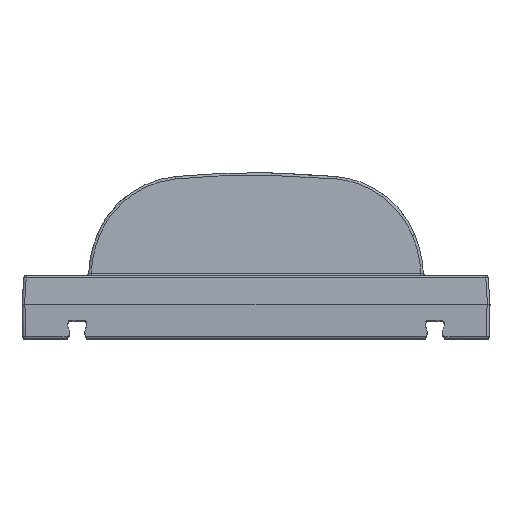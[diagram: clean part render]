
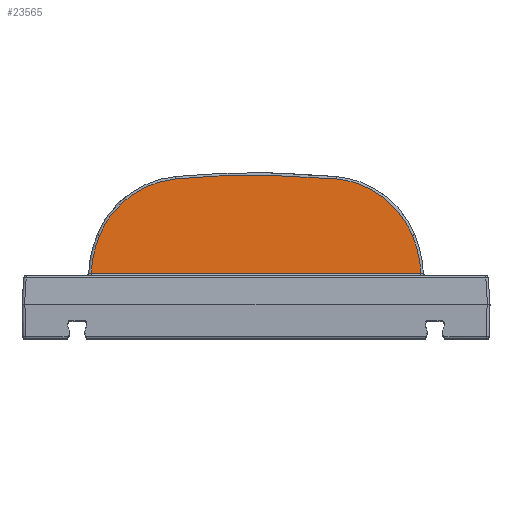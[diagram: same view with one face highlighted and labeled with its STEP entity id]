
A CAD part, top view. The second image highlights one B-rep face of the part: STEP entity #23565.
In plain terms, the highlighted planar face has unit normal (0, 0.044, 0.999).
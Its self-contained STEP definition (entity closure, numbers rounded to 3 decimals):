
#11078=CARTESIAN_POINT('',(19.589,7.757,22.073));
#11079=CARTESIAN_POINT('',(19.578,7.971,22.063));
#11080=CARTESIAN_POINT('',(19.547,8.399,22.045));
#11081=CARTESIAN_POINT('',(19.469,9.038,22.017));
#11082=CARTESIAN_POINT('',(19.361,9.674,21.989));
#11083=CARTESIAN_POINT('',(19.223,10.304,21.961));
#11084=CARTESIAN_POINT('',(19.058,10.92,21.934));
#11085=CARTESIAN_POINT('',(18.851,11.567,21.906));
#11086=CARTESIAN_POINT('',(18.682,12.017,21.887));
#11087=CARTESIAN_POINT('',(18.588,12.246,21.877));
#11092=DIRECTION('',(1.,0.,0.));
#11093=VECTOR('',#11092,39.178);
#11094=CARTESIAN_POINT('',(-19.589,7.757,
22.073));
#11095=LINE('2641',#11094,#11093);
#11099=CARTESIAN_POINT('',(-18.588,12.246,
21.877));
#11100=CARTESIAN_POINT('',(-18.677,12.028,
21.886));
#11101=CARTESIAN_POINT('',(-18.841,11.596,
21.905));
#11102=CARTESIAN_POINT('',(-19.039,10.984,
21.932));
#11103=CARTESIAN_POINT('',(-19.212,10.352,
21.959));
#11104=CARTESIAN_POINT('',(-19.353,9.716,
21.987));
#11105=CARTESIAN_POINT('',(-19.464,9.071,
22.015));
#11106=CARTESIAN_POINT('',(-19.543,8.432,
22.043));
#11107=CARTESIAN_POINT('',(-19.577,7.984,
22.063));
#11108=CARTESIAN_POINT('',(-19.589,7.757,
22.073));
#11113=CARTESIAN_POINT('',(-9.544,18.965,
21.583));
#11114=CARTESIAN_POINT('',(-9.764,18.944,
21.584));
#11115=CARTESIAN_POINT('',(-10.201,18.889,
21.587));
#11116=CARTESIAN_POINT('',(-10.845,18.767,
21.592));
#11117=CARTESIAN_POINT('',(-11.482,18.607,
21.599));
#11118=CARTESIAN_POINT('',(-12.108,18.408,
21.608));
#11119=CARTESIAN_POINT('',(-12.721,18.173,
21.618));
#11120=CARTESIAN_POINT('',(-13.318,17.9,
21.63));
#11121=CARTESIAN_POINT('',(-13.898,17.593,
21.643));
#11122=CARTESIAN_POINT('',(-14.459,17.251,
21.658));
#11123=CARTESIAN_POINT('',(-14.998,16.875,
21.674));
#11124=CARTESIAN_POINT('',(-15.514,16.468,
21.692));
#11125=CARTESIAN_POINT('',(-16.004,16.031,
21.711));
#11126=CARTESIAN_POINT('',(-16.467,15.565,
21.732));
#11127=CARTESIAN_POINT('',(-16.901,15.072,
21.753));
#11128=CARTESIAN_POINT('',(-17.305,14.553,
21.776));
#11129=CARTESIAN_POINT('',(-17.676,14.013,
21.799));
#11130=CARTESIAN_POINT('',(-18.016,13.446,
21.824));
#11131=CARTESIAN_POINT('',(-18.323,12.856,
21.85));
#11132=CARTESIAN_POINT('',(-18.504,12.452,
21.868));
#11133=CARTESIAN_POINT('',(-18.588,12.246,
21.877));
#11138=CARTESIAN_POINT('',(9.544,18.965,21.583));
#11139=CARTESIAN_POINT('',(8.629,19.053,21.579));
#11140=CARTESIAN_POINT('',(6.808,19.203,21.573));
#11141=CARTESIAN_POINT('',(4.128,19.35,21.566));
#11142=CARTESIAN_POINT('',(1.425,19.425,21.563));
#11143=CARTESIAN_POINT('',(-1.26,19.427,
21.563));
#11144=CARTESIAN_POINT('',(-3.997,19.356,
21.566));
#11145=CARTESIAN_POINT('',(-6.769,19.206,
21.573));
#11146=CARTESIAN_POINT('',(-8.618,19.054,
21.579));
#11147=CARTESIAN_POINT('',(-9.544,18.965,
21.583));
#11152=CARTESIAN_POINT('',(18.588,12.246,21.877));
#11153=CARTESIAN_POINT('',(18.504,12.451,21.868));
#11154=CARTESIAN_POINT('',(18.325,12.853,21.85));
#11155=CARTESIAN_POINT('',(18.022,13.435,21.825));
#11156=CARTESIAN_POINT('',(17.684,13.999,21.8));
#11157=CARTESIAN_POINT('',(17.313,14.541,21.776));
#11158=CARTESIAN_POINT('',(16.911,15.06,21.754));
#11159=CARTESIAN_POINT('',(16.477,15.554,21.732));
#11160=CARTESIAN_POINT('',(16.015,16.021,21.712));
#11161=CARTESIAN_POINT('',(15.525,16.458,21.693));
#11162=CARTESIAN_POINT('',(15.01,16.866,21.675));
#11163=CARTESIAN_POINT('',(14.472,17.242,21.658));
#11164=CARTESIAN_POINT('',(13.912,17.585,21.643));
#11165=CARTESIAN_POINT('',(13.332,17.893,21.63));
#11166=CARTESIAN_POINT('',(12.735,18.166,21.618));
#11167=CARTESIAN_POINT('',(12.122,18.403,21.608));
#11168=CARTESIAN_POINT('',(11.498,18.602,21.599));
#11169=CARTESIAN_POINT('',(10.857,18.764,21.592));
#11170=CARTESIAN_POINT('',(10.205,18.888,21.587));
#11171=CARTESIAN_POINT('',(9.765,18.944,21.584));
#11172=CARTESIAN_POINT('',(9.544,18.965,21.583));
#12738=VERTEX_POINT('',#11078);
#12739=VERTEX_POINT('',#11087);
#12742=VERTEX_POINT('',#11172);
#12744=VERTEX_POINT('',#11147);
#12746=VERTEX_POINT('',#11133);
#12749=VERTEX_POINT('',#11108);
#23549=CARTESIAN_POINT('',(-20.02,14.,21.8));
#23550=DIRECTION('',(0.,0.044,0.999));
#23551=DIRECTION('',(1.,0.,0.));
#23552=AXIS2_PLACEMENT_3D('',#23549,#23550,#23551);
#23553=PLANE('1992',#23552);
#23555=ORIENTED_EDGE('2630',*,*,#23554,.F.);
#23556=ORIENTED_EDGE('2641',*,*,#23313,.F.);
#23557=ORIENTED_EDGE('2639',*,*,#23449,.F.);
#23558=ORIENTED_EDGE('2636',*,*,#23540,.F.);
#23560=ORIENTED_EDGE('2634',*,*,#23559,.F.);
#23562=ORIENTED_EDGE('2632',*,*,#23561,.F.);
#23563=EDGE_LOOP('1992',(#23555,#23556,#23557,#23558,#23560,#23562));
#23564=FACE_OUTER_BOUND('1992',#23563,.F.);
#11088=B_SPLINE_CURVE_WITH_KNOTS('2630',3,(#11078,#11079,#11080,#11081,#11082,
#11083,#11084,#11085,#11086,#11087),.UNSPECIFIED.,.F.,.F.,(4,1,1,1,1,1,1,4),(
0.,0.143,0.286,0.429,0.571,
0.714,0.857,1.),.UNSPECIFIED.);
#11109=B_SPLINE_CURVE_WITH_KNOTS('2639',3,(#11099,#11100,#11101,#11102,#11103,
#11104,#11105,#11106,#11107,#11108),.UNSPECIFIED.,.F.,.F.,(4,1,1,1,1,1,1,4),(
0.,0.143,0.286,0.429,0.571,
0.714,0.857,1.),.UNSPECIFIED.);
#11134=B_SPLINE_CURVE_WITH_KNOTS('2636',3,(#11113,#11114,#11115,#11116,#11117,
#11118,#11119,#11120,#11121,#11122,#11123,#11124,#11125,#11126,#11127,#11128,
#11129,#11130,#11131,#11132,#11133),.UNSPECIFIED.,.F.,.F.,(4,1,1,1,1,1,1,1,1,1,
1,1,1,1,1,1,1,1,4),(0.,0.056,0.111,0.167,
0.222,0.278,0.333,0.389,
0.444,0.5,0.556,0.611,0.667,
0.722,0.778,0.833,0.889,
0.944,1.),.UNSPECIFIED.);
#11148=B_SPLINE_CURVE_WITH_KNOTS('2634',3,(#11138,#11139,#11140,#11141,#11142,
#11143,#11144,#11145,#11146,#11147),.UNSPECIFIED.,.F.,.F.,(4,1,1,1,1,1,1,4),(
0.,0.143,0.286,0.429,0.571,
0.714,0.857,1.),.UNSPECIFIED.);
#11173=B_SPLINE_CURVE_WITH_KNOTS('2632',3,(#11152,#11153,#11154,#11155,#11156,
#11157,#11158,#11159,#11160,#11161,#11162,#11163,#11164,#11165,#11166,#11167,
#11168,#11169,#11170,#11171,#11172),.UNSPECIFIED.,.F.,.F.,(4,1,1,1,1,1,1,1,1,1,
1,1,1,1,1,1,1,1,4),(0.,0.056,0.111,0.167,
0.222,0.278,0.333,0.389,
0.444,0.5,0.556,0.611,0.667,
0.722,0.778,0.833,0.889,
0.944,1.),.UNSPECIFIED.);
#23313=EDGE_CURVE('2641',#12749,#12738,#11095,.T.);
#23449=EDGE_CURVE('2639',#12746,#12749,#11109,.T.);
#23540=EDGE_CURVE('2636',#12744,#12746,#11134,.T.);
#23554=EDGE_CURVE('2630',#12738,#12739,#11088,.T.);
#23559=EDGE_CURVE('2634',#12742,#12744,#11148,.T.);
#23561=EDGE_CURVE('2632',#12739,#12742,#11173,.T.);
#23565=ADVANCED_FACE('1992',(#23564),#23553,.T.);
